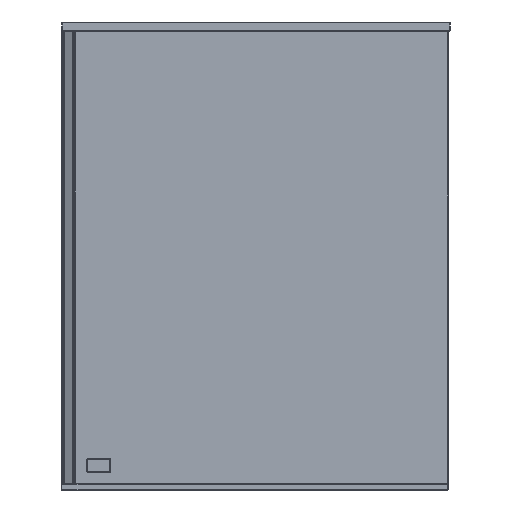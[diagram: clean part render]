
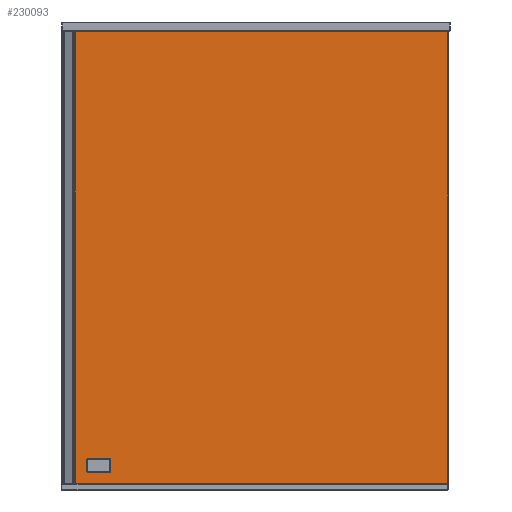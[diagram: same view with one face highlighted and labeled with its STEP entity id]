
A CAD part, left-side view. The second image highlights one B-rep face of the part: STEP entity #230093.
In plain terms, the highlighted free-form (B-spline) face has degree [1, 1] with [2, 2] control points.
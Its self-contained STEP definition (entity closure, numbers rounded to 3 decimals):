
#229800=CARTESIAN_POINT('',(2422.339,-446.489,582.5));
#229801=VERTEX_POINT('',#229800);
#229802=CARTESIAN_POINT('',(2422.339,33.056,582.5));
#229803=VERTEX_POINT('',#229802);
#229804=CARTESIAN_POINT('',(2422.339,-446.489,582.5));
#229805=DIRECTION('',(0.0,1.0,0.0));
#229806=VECTOR('',#229805,479.545);
#229807=LINE('',#229804,#229806);
#229808=EDGE_CURVE('',#229801,#229803,#229807,.T.);
#229848=CARTESIAN_POINT('',(2422.339,33.304,582.277));
#229849=VERTEX_POINT('',#229848);
#229850=CARTESIAN_POINT('',(2422.339,33.056,582.5));
#229851=DIRECTION('',(0.0,0.743,-0.669));
#229852=VECTOR('',#229851,0.333);
#229853=LINE('',#229850,#229852);
#229854=EDGE_CURVE('',#229803,#229849,#229853,.T.);
#229887=CARTESIAN_POINT('',(2422.339,33.304,0.723));
#229888=VERTEX_POINT('',#229887);
#229889=CARTESIAN_POINT('',(2422.339,33.304,582.277));
#229890=DIRECTION('',(0.0,0.0,-1.0));
#229891=VECTOR('',#229890,581.555);
#229892=LINE('',#229889,#229891);
#229893=EDGE_CURVE('',#229849,#229888,#229892,.T.);
#229919=CARTESIAN_POINT('',(2422.339,33.056,0.5));
#229920=VERTEX_POINT('',#229919);
#229927=CARTESIAN_POINT('',(2422.339,33.304,0.723));
#229928=DIRECTION('',(0.0,-0.743,-0.669));
#229929=VECTOR('',#229928,0.333);
#229930=LINE('',#229927,#229929);
#229931=EDGE_CURVE('',#229888,#229920,#229930,.T.);
#229949=CARTESIAN_POINT('',(2422.339,-446.489,0.5));
#229950=VERTEX_POINT('',#229949);
#229957=CARTESIAN_POINT('',(2422.339,33.056,0.5));
#229958=DIRECTION('',(0.0,-1.0,0.0));
#229959=VECTOR('',#229958,479.545);
#229960=LINE('',#229957,#229959);
#229961=EDGE_CURVE('',#229920,#229950,#229960,.T.);
#229974=CARTESIAN_POINT('',(2422.339,-446.696,0.707));
#229975=VERTEX_POINT('',#229974);
#229982=CARTESIAN_POINT('',(2422.339,-446.489,0.5));
#229983=DIRECTION('',(0.0,-0.707,0.707));
#229984=VECTOR('',#229983,0.293);
#229985=LINE('',#229982,#229984);
#229986=EDGE_CURVE('',#229950,#229975,#229985,.T.);
#229998=CARTESIAN_POINT('',(2422.339,-446.696,582.293));
#229999=VERTEX_POINT('',#229998);
#230006=CARTESIAN_POINT('',(2422.339,-446.696,0.707));
#230007=DIRECTION('',(0.0,0.0,1.0));
#230008=VECTOR('',#230007,581.586);
#230009=LINE('',#230006,#230008);
#230010=EDGE_CURVE('',#229975,#229999,#230009,.T.);
#230028=CARTESIAN_POINT('',(2422.339,-446.696,582.293));
#230029=DIRECTION('',(0.0,0.707,0.707));
#230030=VECTOR('',#230029,0.293);
#230031=LINE('',#230028,#230030);
#230032=EDGE_CURVE('',#229999,#229801,#230031,.T.);
#230078=CARTESIAN_POINT('',(2422.339,33.304,0.5));
#230079=CARTESIAN_POINT('',(2422.339,-446.696,0.5));
#230080=CARTESIAN_POINT('',(2422.339,33.304,582.5));
#230081=CARTESIAN_POINT('',(2422.339,-446.696,582.5));
#230082=B_SPLINE_SURFACE_WITH_KNOTS('',1,1,((#230078,#230080),(#230079,#230081)),.UNSPECIFIED.,.F.,.F.,.U.,(2,2),(2,2),(0.0,480.),(0.0,582.),.UNSPECIFIED.);
#230083=ORIENTED_EDGE('',*,*,#229808,.T.);
#230084=ORIENTED_EDGE('',*,*,#229854,.T.);
#230085=ORIENTED_EDGE('',*,*,#229893,.T.);
#230086=ORIENTED_EDGE('',*,*,#229931,.T.);
#230087=ORIENTED_EDGE('',*,*,#229961,.T.);
#230088=ORIENTED_EDGE('',*,*,#229986,.T.);
#230089=ORIENTED_EDGE('',*,*,#230010,.T.);
#230090=ORIENTED_EDGE('',*,*,#230032,.T.);
#230091=EDGE_LOOP('',(#230083,#230084,#230085,#230086,#230087,#230088,#230089,#230090));
#230092=FACE_OUTER_BOUND('',#230091,.T.);
#230093=ADVANCED_FACE('',(#230092),#230082,.T.);
